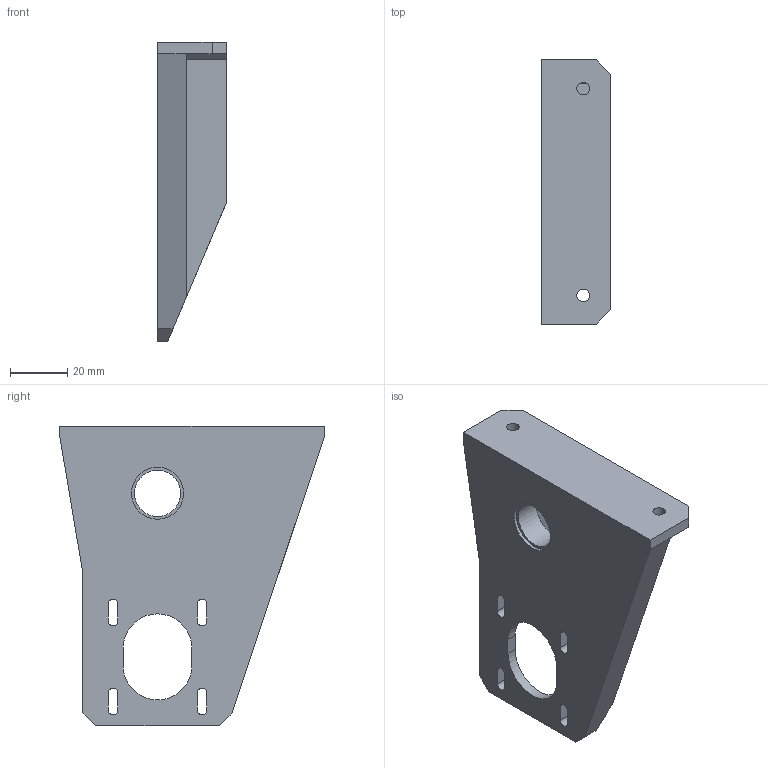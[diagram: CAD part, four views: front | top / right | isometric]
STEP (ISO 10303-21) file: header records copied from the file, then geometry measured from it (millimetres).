
FILE_DESCRIPTION(/* description */ (''),/* implementation_level */ '2;1');
FILE_NAME(/* name */ 'V05-01-03-02 - Y axis motor mount v10.step',/* time_stamp */ '2021-07-12T22:59:06+03:00',/* author */ (''),/* organization */ (''),/* preprocessor_version */ 'ST-DEVELOPER v18.1',/* originating_system */ 'Autodesk Translation Framework v10.9.0.1377',/* authorisation */ '');
FILE_SCHEMA (('AUTOMOTIVE_DESIGN { 1 0 10303 214 3 1 1 }'));
Length unit declared in the file: millimetre
Products named in the file (1): V05-01-03-02 - Y axis motor mount
Bounding box: 24 x 92 x 104.38 mm (x, y, z)
Volume: 71236.9 mm3; surface area: 24976.7 mm2
Topology: 1 solids, 1 shells, 72 faces, 183 edges, 115 vertices
Faces by surface type: plane 58, cylinder 14
Full cylindrical faces by diameter (mm): 4.4 x2, 16.1 x1, 18.1 x1
Entity records: 2199 total; most frequent: CARTESIAN_POINT 371, ORIENTED_EDGE 366, DIRECTION 357, EDGE_CURVE 183, LINE 155, VECTOR 155, VERTEX_POINT 115, AXIS2_PLACEMENT_3D 101
